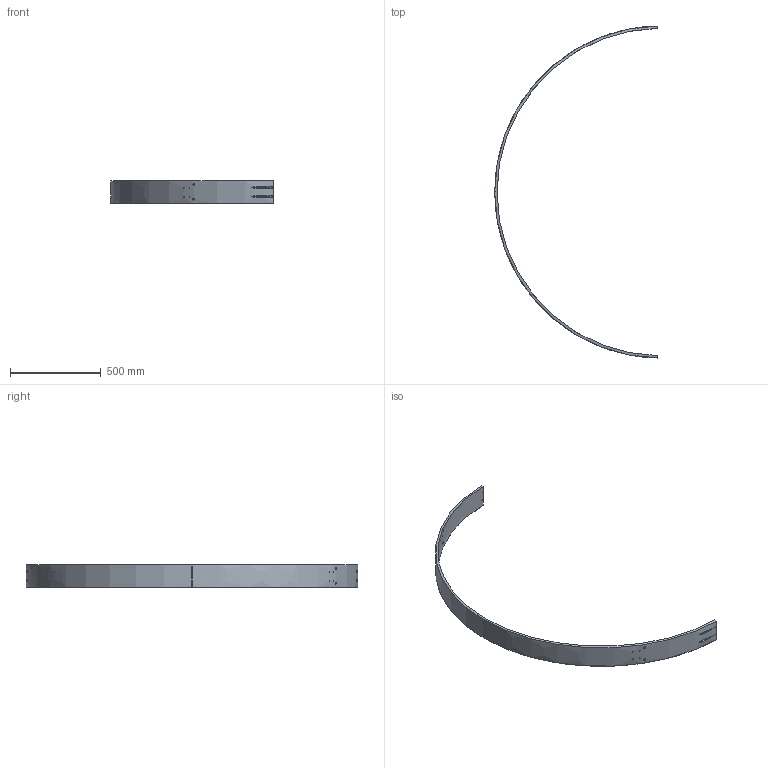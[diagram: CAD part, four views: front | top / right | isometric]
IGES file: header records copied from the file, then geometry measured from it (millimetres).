
Start section: SolidWorks IGES file using analytic representation for surfaces
Global section: file name: D0902816-v3.IGS; native system: SolidWorks 2012; preprocessor: SolidWorks 2012; author: esanchez; date: 130128.091809; units: inch
Bounding box: 898.14 x 1833.99 x 127 mm (x, y, z)
Surface area: 795809.4 mm2 (no closed solid volume)
Topology: 0 solids, 0 shells, 59 faces, 2018 edges, 2018 vertices
Faces by surface type: revolution 56, bspline 3
